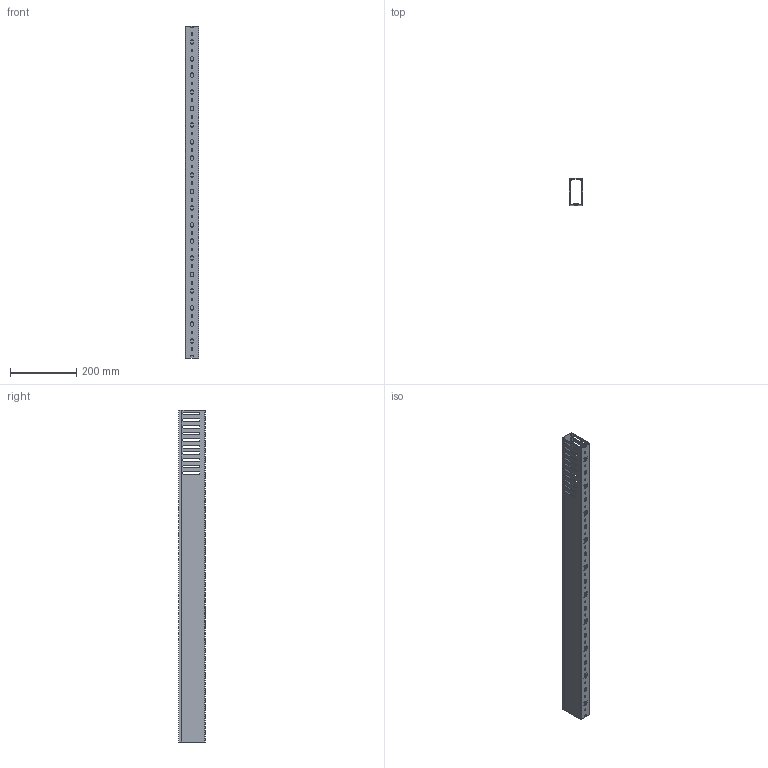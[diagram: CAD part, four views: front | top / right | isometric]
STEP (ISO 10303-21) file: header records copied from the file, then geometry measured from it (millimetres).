
FILE_DESCRIPTION (( 'STEP AP203' ), '1' );
FILE_NAME ('T1-1530G1-1.step', '2023-06-22T20:24:23', ( '' ), ( '' ), 'SwSTEP 2.0', 'SolidWorks 2021', '' );
FILE_SCHEMA (( 'CONFIG_CONTROL_DESIGN' ));
Length unit declared in the file: millimetre
Products named in the file (1): T1-1530G1-1
Bounding box: 40 x 80 x 1000 mm (x, y, z)
Volume: 435700.8 mm3; surface area: 497843 mm2
Topology: 2 solids, 2 shells, 775 faces, 2283 edges, 1522 vertices
Faces by surface type: plane 444, cylinder 311, cone 20
Entity records: 25990 total; most frequent: CARTESIAN_POINT 5421, ORIENTED_EDGE 4566, DIRECTION 4057, EDGE_CURVE 2283, VERTEX_POINT 1522, LINE 1501, VECTOR 1501, AXIS2_PLACEMENT_3D 1278
